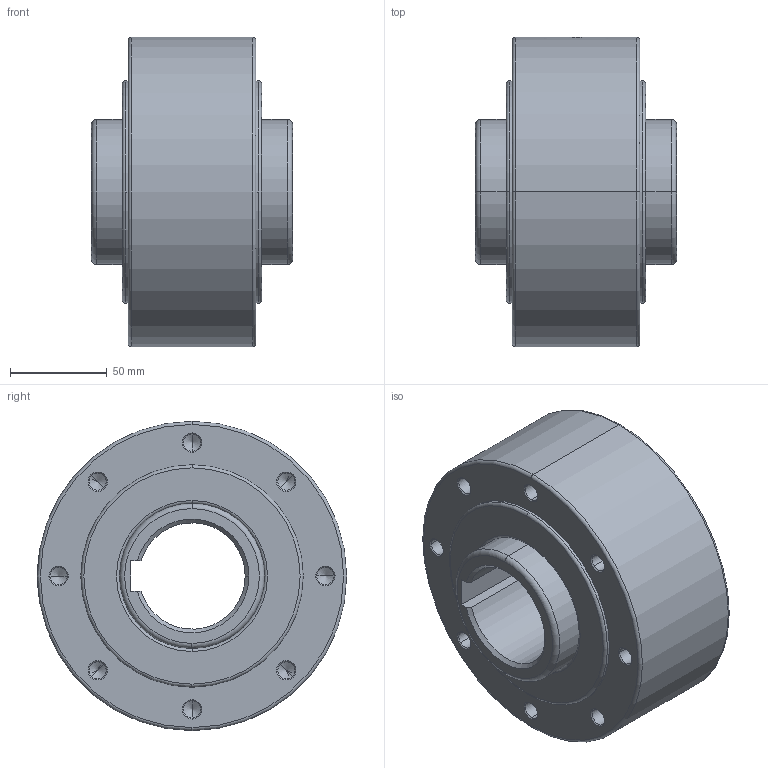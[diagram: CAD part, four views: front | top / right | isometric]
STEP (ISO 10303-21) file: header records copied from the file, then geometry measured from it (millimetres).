
FILE_DESCRIPTION(('STEP AP214'),'1');
FILE_NAME('glg_55.stp','2019-09-14T12:04:05',('TraceParts'),('TraceParts S.A.'),'Spatial InterOp 3D',' ',' ');
FILE_SCHEMA(('AUTOMOTIVE_DESIGN { 1 0 10303 214 1 1 1 1 }'));
Length unit declared in the file: millimetre
Products named in the file (1): glg_55
Bounding box: 104 x 160 x 160 mm (x, y, z)
Volume: 1248574 mm3; surface area: 113814.7 mm2
Topology: 1 solids, 5 shells, 251 faces, 578 edges, 339 vertices
Faces by surface type: cone 100, cylinder 92, plane 35, torus 24
Entity records: 7012 total; most frequent: DIRECTION 1371, CARTESIAN_POINT 1212, ORIENTED_EDGE 1092, AXIS2_PLACEMENT_3D 580, EDGE_CURVE 546, VERTEX_POINT 339, CIRCLE 328, EDGE_LOOP 295
